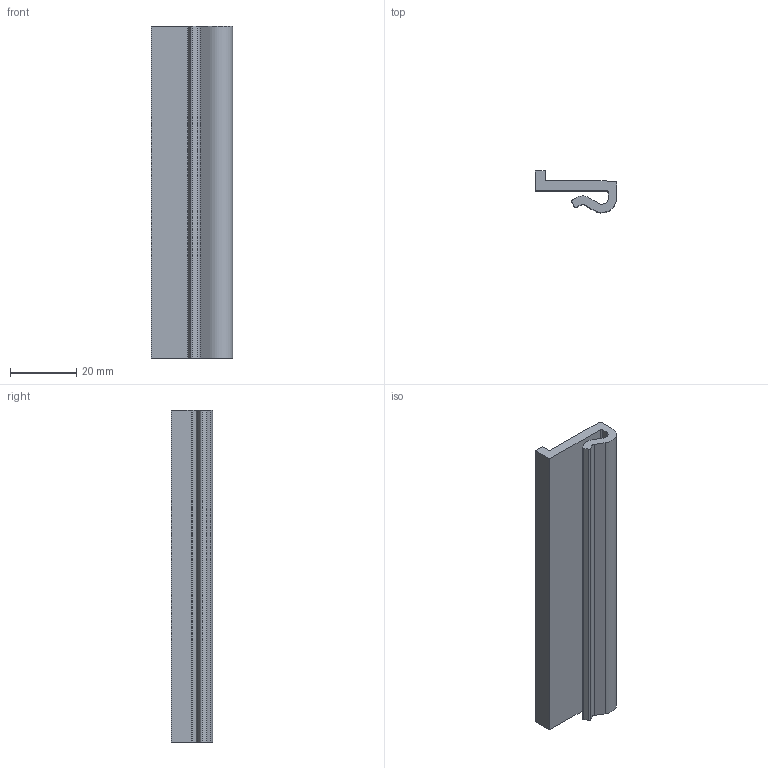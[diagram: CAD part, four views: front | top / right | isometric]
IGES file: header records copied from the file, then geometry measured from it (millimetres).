
Start section:  PTC IGES file: S0825632033.igs
Global section: file name: S0825632033.igs; native system: Pro/ENGINEER by Parametric Technology Corporation; preprocessor: 2005310; author: RCRU51; organization: Unknown; date: 091204.142727; units: millimetre
Bounding box: 24.5 x 12.49 x 100 mm (x, y, z)
Surface area: 9571.4 mm2 (no closed solid volume)
Topology: 0 solids, 0 shells, 23 faces, 126 edges, 126 vertices
Faces by surface type: bspline 15, revolution 8
